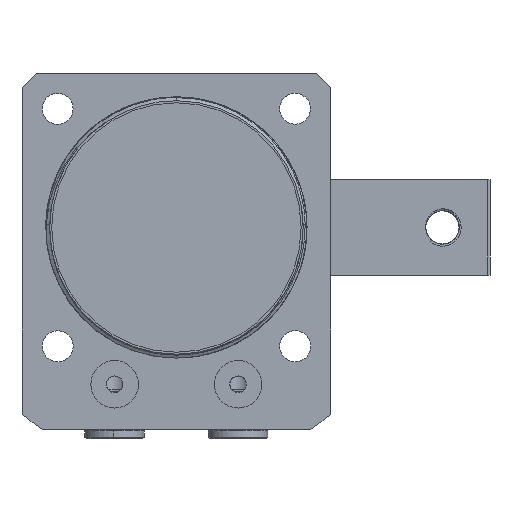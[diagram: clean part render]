
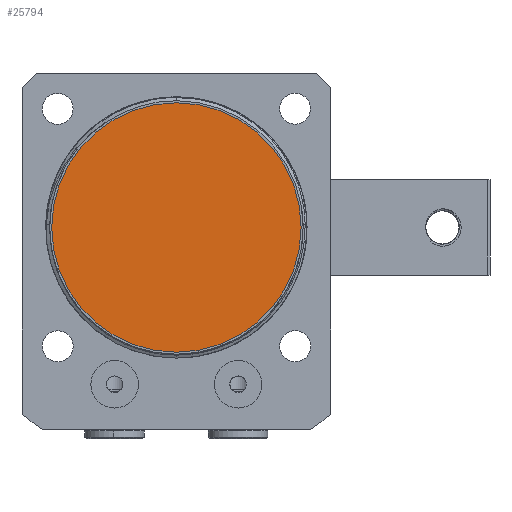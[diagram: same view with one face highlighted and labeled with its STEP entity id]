
A CAD part, front view. The second image highlights one B-rep face of the part: STEP entity #25794.
In plain terms, the highlighted face is planar.
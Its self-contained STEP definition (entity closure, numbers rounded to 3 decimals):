
#9718 = PLANE ( 'NONE',  #37345 ) ;
#10448 = CARTESIAN_POINT ( 'NONE',  ( 0., 0., 0. ) ) ;
#14346 = AXIS2_PLACEMENT_3D ( 'NONE', #10448, #52264, #16424 ) ;
#15710 = CARTESIAN_POINT ( 'NONE',  ( 26.25, 0., 0. ) ) ;
#16424 = DIRECTION ( 'NONE',  ( 1., 0., 0. ) ) ;
#17207 = CARTESIAN_POINT ( 'NONE',  ( 26.25, 0., 0. ) ) ;
#17212 = VERTEX_POINT ( 'NONE', #17207 ) ;
#21942 = FACE_OUTER_BOUND ( 'NONE', #67422, .T. ) ;
#25794 = ADVANCED_FACE ( 'NONE', ( #21942 ), #9718, .T. ) ;
#26929 = EDGE_CURVE ( 'NONE', #53905, #17212, #67624, .T. ) ;
#28771 = ORIENTED_EDGE ( 'NONE', *, *, #54850, .F. ) ;
#32911 = AXIS2_PLACEMENT_3D ( 'NONE', #33710, #75393, #39719 ) ;
#33710 = CARTESIAN_POINT ( 'NONE',  ( 0., 0., 0. ) ) ;
#33790 = DIRECTION ( 'NONE',  ( -1., 0., 0. ) ) ;
#37345 = AXIS2_PLACEMENT_3D ( 'NONE', #15710, #69511, #33790 ) ;
#39719 = DIRECTION ( 'NONE',  ( 1., 0., 0. ) ) ;
#50163 = ORIENTED_EDGE ( 'NONE', *, *, #26929, .F. ) ;
#52264 = DIRECTION ( 'NONE',  ( 0., 0., 1. ) ) ;
#53905 = VERTEX_POINT ( 'NONE', #63326 ) ;
#54850 = EDGE_CURVE ( 'NONE', #17212, #53905, #66295, .T. ) ;
#63326 = CARTESIAN_POINT ( 'NONE',  ( -26.25, 0., 0. ) ) ;
#66295 = CIRCLE ( 'NONE', #14346, 26.25 ) ;
#67422 = EDGE_LOOP ( 'NONE', ( #28771, #50163 ) ) ;
#67624 = CIRCLE ( 'NONE', #32911, 26.25 ) ;
#69511 = DIRECTION ( 'NONE',  ( 0., 0., -1. ) ) ;
#75393 = DIRECTION ( 'NONE',  ( 0., 0., 1. ) ) ;
